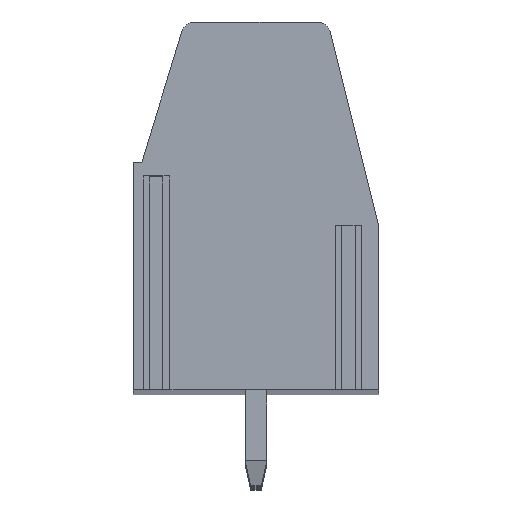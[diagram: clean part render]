
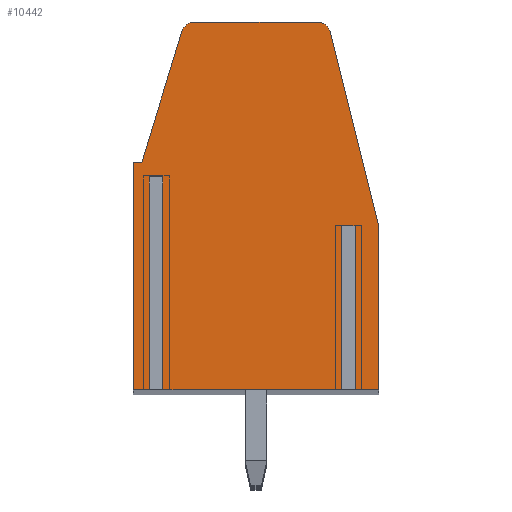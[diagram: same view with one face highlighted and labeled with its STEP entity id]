
A CAD part, top view. The second image highlights one B-rep face of the part: STEP entity #10442.
In plain terms, the highlighted planar face has unit normal (0, 0, 1).
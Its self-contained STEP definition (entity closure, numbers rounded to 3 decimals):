
#13=DIRECTION('',(-1.,0.,0.));
#14=VECTOR('',#13,0.503);
#15=CARTESIAN_POINT('',(-3.413,1.1,99.06));
#16=LINE('',#15,#14);
#17=DIRECTION('',(0.,1.,0.));
#18=VECTOR('',#17,7.85);
#19=CARTESIAN_POINT('',(-3.917,-6.75,99.06));
#20=LINE('',#19,#18);
#21=DIRECTION('',(1.,0.,0.));
#22=VECTOR('',#21,0.583);
#23=CARTESIAN_POINT('',(-4.5,-6.75,99.06));
#24=LINE('',#23,#22);
#25=DIRECTION('',(0.,-1.,0.));
#26=VECTOR('',#25,8.35);
#27=CARTESIAN_POINT('',(-4.5,1.6,99.06));
#28=LINE('',#27,#26);
#29=DIRECTION('',(-1.,0.,0.));
#30=VECTOR('',#29,0.31);
#31=CARTESIAN_POINT('',(-4.19,1.6,99.06));
#32=LINE('',#31,#30);
#33=DIRECTION('',(-0.292,-0.956,0.));
#34=VECTOR('',#33,5.015);
#35=CARTESIAN_POINT('',(-2.723,6.396,99.06));
#36=LINE('',#35,#34);
#37=CARTESIAN_POINT('',(-2.245,6.25,99.06));
#38=DIRECTION('',(0.,0.,1.));
#39=DIRECTION('',(0.,1.,0.));
#40=AXIS2_PLACEMENT_3D('',#37,#38,#39);
#42=DIRECTION('',(-1.,0.,0.));
#43=VECTOR('',#42,4.489);
#44=CARTESIAN_POINT('',(2.244,6.75,99.06));
#45=LINE('',#44,#43);
#46=CARTESIAN_POINT('',(2.244,6.25,99.06));
#47=DIRECTION('',(0.,0.,1.));
#48=DIRECTION('',(0.97,0.242,0.));
#49=AXIS2_PLACEMENT_3D('',#46,#47,#48);
#51=DIRECTION('',(-0.242,0.97,0.));
#52=VECTOR('',#51,7.318);
#53=CARTESIAN_POINT('',(4.5,-0.73,99.06));
#54=LINE('',#53,#52);
#55=DIRECTION('',(0.,1.,0.));
#56=VECTOR('',#55,6.02);
#57=CARTESIAN_POINT('',(4.5,-6.75,99.06));
#58=LINE('',#57,#56);
#59=DIRECTION('',(1.,0.,0.));
#60=VECTOR('',#59,0.863);
#61=CARTESIAN_POINT('',(3.637,-6.75,99.06));
#62=LINE('',#61,#60);
#63=DIRECTION('',(0.,1.,0.));
#64=VECTOR('',#63,6.02);
#65=CARTESIAN_POINT('',(3.637,-6.75,99.06));
#66=LINE('',#65,#64);
#67=DIRECTION('',(-1.,0.,0.));
#68=VECTOR('',#67,0.503);
#69=CARTESIAN_POINT('',(3.637,-0.73,99.06));
#70=LINE('',#69,#68);
#71=DIRECTION('',(0.,1.,0.));
#72=VECTOR('',#71,6.02);
#73=CARTESIAN_POINT('',(3.133,-6.75,99.06));
#74=LINE('',#73,#72);
#75=DIRECTION('',(1.,0.,0.));
#76=VECTOR('',#75,6.547);
#77=CARTESIAN_POINT('',(-3.413,-6.75,99.06));
#78=LINE('',#77,#76);
#79=DIRECTION('',(0.,1.,0.));
#80=VECTOR('',#79,7.85);
#81=CARTESIAN_POINT('',(-3.413,-6.75,99.06));
#82=LINE('',#81,#80);
#8189=CARTESIAN_POINT('',(4.5,-6.75,99.06));
#8190=CARTESIAN_POINT('',(4.5,-0.73,99.06));
#8191=VERTEX_POINT('',#8189);
#8192=VERTEX_POINT('',#8190);
#8193=CARTESIAN_POINT('',(2.73,6.371,99.06));
#8194=VERTEX_POINT('',#8193);
#8195=CARTESIAN_POINT('',(2.244,6.75,99.06));
#8196=VERTEX_POINT('',#8195);
#8197=CARTESIAN_POINT('',(-2.245,6.75,99.06));
#8198=VERTEX_POINT('',#8197);
#8199=CARTESIAN_POINT('',(-2.723,6.396,99.06));
#8200=VERTEX_POINT('',#8199);
#8201=CARTESIAN_POINT('',(-4.19,1.6,99.06));
#8202=VERTEX_POINT('',#8201);
#8203=CARTESIAN_POINT('',(-4.5,1.6,99.06));
#8204=VERTEX_POINT('',#8203);
#8205=CARTESIAN_POINT('',(-4.5,-6.75,99.06));
#8206=VERTEX_POINT('',#8205);
#8281=CARTESIAN_POINT('',(3.637,-0.73,99.06));
#8282=CARTESIAN_POINT('',(3.133,-0.73,99.06));
#8283=VERTEX_POINT('',#8281);
#8284=VERTEX_POINT('',#8282);
#8285=CARTESIAN_POINT('',(3.133,-6.75,99.06));
#8286=VERTEX_POINT('',#8285);
#8287=CARTESIAN_POINT('',(3.637,-6.75,99.06));
#8288=VERTEX_POINT('',#8287);
#8305=CARTESIAN_POINT('',(-3.413,1.1,99.06));
#8306=CARTESIAN_POINT('',(-3.917,1.1,99.06));
#8307=VERTEX_POINT('',#8305);
#8308=VERTEX_POINT('',#8306);
#8309=CARTESIAN_POINT('',(-3.413,-6.75,99.06));
#8310=VERTEX_POINT('',#8309);
#8311=CARTESIAN_POINT('',(-3.917,-6.75,99.06));
#8312=VERTEX_POINT('',#8311);
#10401=CARTESIAN_POINT('',(0.,0.,99.06));
#10402=DIRECTION('',(0.,0.,1.));
#10403=DIRECTION('',(1.,0.,0.));
#10404=AXIS2_PLACEMENT_3D('',#10401,#10402,#10403);
#10405=PLANE('',#10404);
#10407=ORIENTED_EDGE('',*,*,#10406,.T.);
#10409=ORIENTED_EDGE('',*,*,#10408,.F.);
#10411=ORIENTED_EDGE('',*,*,#10410,.F.);
#10413=ORIENTED_EDGE('',*,*,#10412,.F.);
#10415=ORIENTED_EDGE('',*,*,#10414,.F.);
#10417=ORIENTED_EDGE('',*,*,#10416,.F.);
#10419=ORIENTED_EDGE('',*,*,#10418,.F.);
#10421=ORIENTED_EDGE('',*,*,#10420,.F.);
#10423=ORIENTED_EDGE('',*,*,#10422,.F.);
#10425=ORIENTED_EDGE('',*,*,#10424,.F.);
#10427=ORIENTED_EDGE('',*,*,#10426,.F.);
#10429=ORIENTED_EDGE('',*,*,#10428,.F.);
#10431=ORIENTED_EDGE('',*,*,#10430,.T.);
#10433=ORIENTED_EDGE('',*,*,#10432,.T.);
#10435=ORIENTED_EDGE('',*,*,#10434,.F.);
#10437=ORIENTED_EDGE('',*,*,#10436,.F.);
#10439=ORIENTED_EDGE('',*,*,#10438,.T.);
#10440=EDGE_LOOP('',(#10407,#10409,#10411,#10413,#10415,#10417,#10419,#10421,
#10423,#10425,#10427,#10429,#10431,#10433,#10435,#10437,#10439));
#10441=FACE_OUTER_BOUND('',#10440,.F.);
#41=CIRCLE('',#40,0.5);
#50=CIRCLE('',#49,0.5);
#10406=EDGE_CURVE('',#8307,#8308,#16,.T.);
#10408=EDGE_CURVE('',#8312,#8308,#20,.T.);
#10410=EDGE_CURVE('',#8206,#8312,#24,.T.);
#10412=EDGE_CURVE('',#8204,#8206,#28,.T.);
#10414=EDGE_CURVE('',#8202,#8204,#32,.T.);
#10416=EDGE_CURVE('',#8200,#8202,#36,.T.);
#10418=EDGE_CURVE('',#8198,#8200,#41,.T.);
#10420=EDGE_CURVE('',#8196,#8198,#45,.T.);
#10422=EDGE_CURVE('',#8194,#8196,#50,.T.);
#10424=EDGE_CURVE('',#8192,#8194,#54,.T.);
#10426=EDGE_CURVE('',#8191,#8192,#58,.T.);
#10428=EDGE_CURVE('',#8288,#8191,#62,.T.);
#10430=EDGE_CURVE('',#8288,#8283,#66,.T.);
#10432=EDGE_CURVE('',#8283,#8284,#70,.T.);
#10434=EDGE_CURVE('',#8286,#8284,#74,.T.);
#10436=EDGE_CURVE('',#8310,#8286,#78,.T.);
#10438=EDGE_CURVE('',#8310,#8307,#82,.T.);
#10442=ADVANCED_FACE('',(#10441),#10405,.T.);
